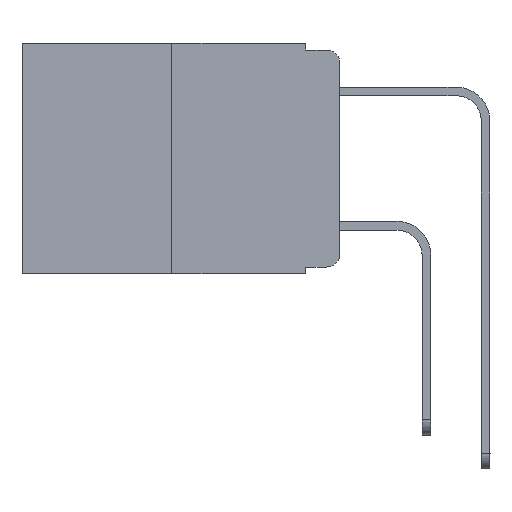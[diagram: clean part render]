
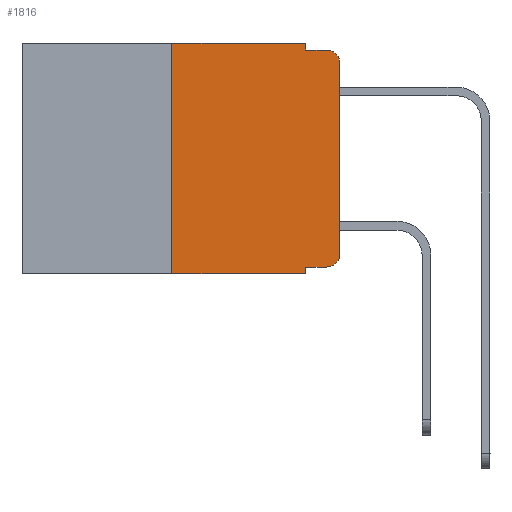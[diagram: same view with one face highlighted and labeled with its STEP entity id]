
A CAD part, left-side view. The second image highlights one B-rep face of the part: STEP entity #1816.
In plain terms, the highlighted planar face has unit normal (-1, 0, 0).
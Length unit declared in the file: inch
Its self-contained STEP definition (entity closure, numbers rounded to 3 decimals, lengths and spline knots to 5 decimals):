
#291 = ORIENTED_EDGE ( 'NONE', *, *, #15683, .F. ) ;
#611 = VERTEX_POINT ( 'NONE', #6397 ) ;
#661 = DIRECTION ( 'NONE',  ( 0., -1., 0. ) ) ;
#750 = CARTESIAN_POINT ( 'NONE',  ( 0., 0.473, -0.343 ) ) ;
#755 = EDGE_CURVE ( 'NONE', #3834, #9867, #10902, .T. ) ;
#794 = CARTESIAN_POINT ( 'NONE',  ( 0., 0., -0.03 ) ) ;
#1400 = AXIS2_PLACEMENT_3D ( 'NONE', #4513, #9763, #13734 ) ;
#1686 = DIRECTION ( 'NONE',  ( 0., -1., 0. ) ) ;
#1816 = ADVANCED_FACE ( 'NONE', ( #15174 ), #15005, .F. ) ;
#1854 = VERTEX_POINT ( 'NONE', #3359 ) ;
#1986 = LINE ( 'NONE', #12511, #16744 ) ;
#2135 = EDGE_CURVE ( 'NONE', #11724, #611, #6643, .T. ) ;
#2151 = DIRECTION ( 'NONE',  ( -1., 0., 0. ) ) ;
#2333 = ORIENTED_EDGE ( 'NONE', *, *, #2135, .T. ) ;
#2581 = ORIENTED_EDGE ( 'NONE', *, *, #8986, .F. ) ;
#2629 = CARTESIAN_POINT ( 'NONE',  ( 0., 0.25, -0.343 ) ) ;
#2699 = VECTOR ( 'NONE', #1686, 39.37008 ) ;
#3185 = DIRECTION ( 'NONE',  ( 0., 0., -1. ) ) ;
#3201 = CIRCLE ( 'NONE', #16148, 0.02 ) ;
#3244 = VECTOR ( 'NONE', #13096, 39.37008 ) ;
#3359 = CARTESIAN_POINT ( 'NONE',  ( 0., 0.25, 0. ) ) ;
#3622 = CARTESIAN_POINT ( 'NONE',  ( 0., 0.02, -0.313 ) ) ;
#3834 = VERTEX_POINT ( 'NONE', #15265 ) ;
#4092 = VECTOR ( 'NONE', #10720, 39.37008 ) ;
#4513 = CARTESIAN_POINT ( 'NONE',  ( 0., 0.02, -0.03 ) ) ;
#5051 = ORIENTED_EDGE ( 'NONE', *, *, #755, .T. ) ;
#5405 = LINE ( 'NONE', #9274, #9145 ) ;
#5789 = LINE ( 'NONE', #6927, #16033 ) ;
#6045 = EDGE_CURVE ( 'NONE', #3834, #13311, #11502, .T. ) ;
#6048 = ORIENTED_EDGE ( 'NONE', *, *, #6045, .F. ) ;
#6397 = CARTESIAN_POINT ( 'NONE',  ( 0., 0.02, -0.01 ) ) ;
#6562 = VECTOR ( 'NONE', #661, 39.37008 ) ;
#6643 = CIRCLE ( 'NONE', #1400, 0.02 ) ;
#6831 = ORIENTED_EDGE ( 'NONE', *, *, #6897, .T. ) ;
#6897 = EDGE_CURVE ( 'NONE', #9867, #8682, #3201, .T. ) ;
#6905 = AXIS2_PLACEMENT_3D ( 'NONE', #7256, #16390, #3185 ) ;
#6927 = CARTESIAN_POINT ( 'NONE',  ( 0., 0.25, 0. ) ) ;
#7010 = EDGE_CURVE ( 'NONE', #8682, #11724, #1986, .T. ) ;
#7065 = LINE ( 'NONE', #750, #2699 ) ;
#7256 = CARTESIAN_POINT ( 'NONE',  ( 0., 0.473, 0. ) ) ;
#7433 = CARTESIAN_POINT ( 'NONE',  ( 0., 0.051, -0.343 ) ) ;
#7474 = CARTESIAN_POINT ( 'NONE',  ( 0., 0.051, 0. ) ) ;
#7852 = DIRECTION ( 'NONE',  ( 0., 0., 1. ) ) ;
#8077 = ORIENTED_EDGE ( 'NONE', *, *, #9619, .T. ) ;
#8152 = LINE ( 'NONE', #13221, #4092 ) ;
#8670 = VERTEX_POINT ( 'NONE', #10950 ) ;
#8682 = VERTEX_POINT ( 'NONE', #15894 ) ;
#8942 = VERTEX_POINT ( 'NONE', #10067 ) ;
#8950 = CARTESIAN_POINT ( 'NONE',  ( 0., 0.051, 0. ) ) ;
#8986 = EDGE_CURVE ( 'NONE', #8942, #8670, #16981, .T. ) ;
#9145 = VECTOR ( 'NONE', #15939, 39.37008 ) ;
#9274 = CARTESIAN_POINT ( 'NONE',  ( 0., 0.051, -0.01 ) ) ;
#9619 = EDGE_CURVE ( 'NONE', #12359, #13311, #7065, .T. ) ;
#9763 = DIRECTION ( 'NONE',  ( -1., 0., 0. ) ) ;
#9815 = ORIENTED_EDGE ( 'NONE', *, *, #9985, .F. ) ;
#9867 = VERTEX_POINT ( 'NONE', #14257 ) ;
#9985 = EDGE_CURVE ( 'NONE', #1854, #8942, #8152, .T. ) ;
#10067 = CARTESIAN_POINT ( 'NONE',  ( 0., 0.051, 0. ) ) ;
#10720 = DIRECTION ( 'NONE',  ( 0., -1., 0. ) ) ;
#10902 = LINE ( 'NONE', #13575, #6562 ) ;
#10950 = CARTESIAN_POINT ( 'NONE',  ( 0., 0.051, -0.01 ) ) ;
#11502 = LINE ( 'NONE', #7474, #15432 ) ;
#11724 = VERTEX_POINT ( 'NONE', #794 ) ;
#12156 = DIRECTION ( 'NONE',  ( 0., 0., 1. ) ) ;
#12359 = VERTEX_POINT ( 'NONE', #2629 ) ;
#12511 = CARTESIAN_POINT ( 'NONE',  ( 0., 0., 0. ) ) ;
#13096 = DIRECTION ( 'NONE',  ( 0., 0., -1. ) ) ;
#13221 = CARTESIAN_POINT ( 'NONE',  ( 0., 0.473, 0. ) ) ;
#13222 = EDGE_CURVE ( 'NONE', #12359, #1854, #5789, .T. ) ;
#13311 = VERTEX_POINT ( 'NONE', #7433 ) ;
#13575 = CARTESIAN_POINT ( 'NONE',  ( 0., 0.051, -0.333 ) ) ;
#13734 = DIRECTION ( 'NONE',  ( 0., 0., -1. ) ) ;
#13845 = ORIENTED_EDGE ( 'NONE', *, *, #7010, .T. ) ;
#13912 = DIRECTION ( 'NONE',  ( 0., 0., -1. ) ) ;
#14042 = DIRECTION ( 'NONE',  ( 0., 0., -1. ) ) ;
#14257 = CARTESIAN_POINT ( 'NONE',  ( 0., 0.02, -0.333 ) ) ;
#15005 = PLANE ( 'NONE',  #6905 ) ;
#15174 = FACE_OUTER_BOUND ( 'NONE', #16155, .T. ) ;
#15265 = CARTESIAN_POINT ( 'NONE',  ( 0., 0.051, -0.333 ) ) ;
#15432 = VECTOR ( 'NONE', #13912, 39.37008 ) ;
#15683 = EDGE_CURVE ( 'NONE', #8670, #611, #5405, .T. ) ;
#15894 = CARTESIAN_POINT ( 'NONE',  ( 0., 0., -0.313 ) ) ;
#15939 = DIRECTION ( 'NONE',  ( 0., -1., 0. ) ) ;
#16033 = VECTOR ( 'NONE', #12156, 39.37008 ) ;
#16148 = AXIS2_PLACEMENT_3D ( 'NONE', #3622, #2151, #14042 ) ;
#16155 = EDGE_LOOP ( 'NONE', ( #13845, #2333, #291, #2581, #9815, #17016, #8077, #6048, #5051, #6831 ) ) ;
#16390 = DIRECTION ( 'NONE',  ( 1., 0., 0. ) ) ;
#16744 = VECTOR ( 'NONE', #7852, 39.37008 ) ;
#16981 = LINE ( 'NONE', #8950, #3244 ) ;
#17016 = ORIENTED_EDGE ( 'NONE', *, *, #13222, .F. ) ;
